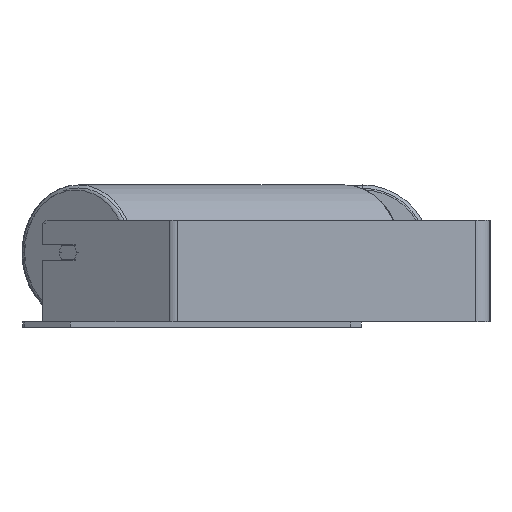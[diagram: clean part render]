
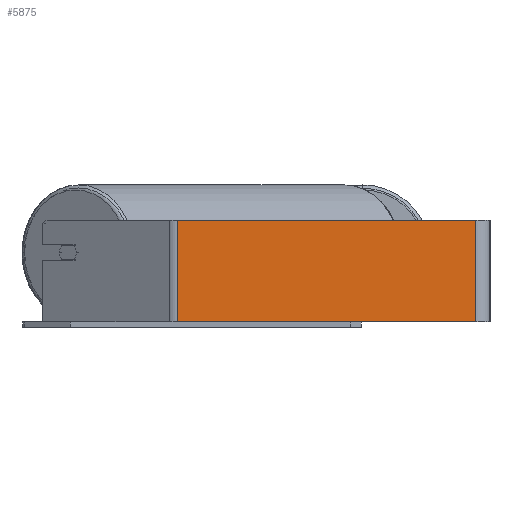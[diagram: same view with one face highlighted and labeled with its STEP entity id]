
A CAD part, left-side view. The second image highlights one B-rep face of the part: STEP entity #5875.
In plain terms, the highlighted planar face has unit normal (-1, 0, 0).
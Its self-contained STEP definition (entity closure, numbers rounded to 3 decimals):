
#34 = CARTESIAN_POINT ( 'NONE',  ( -745., 306.945, 50. ) ) ;
#47 = DIRECTION ( 'NONE',  ( 1., 0., 0. ) ) ;
#65 = VERTEX_POINT ( 'NONE', #7340 ) ;
#93 = FACE_OUTER_BOUND ( 'NONE', #1848, .T. ) ;
#165 = EDGE_CURVE ( 'NONE', #8155, #65, #5203, .T. ) ;
#489 = EDGE_CURVE ( 'NONE', #4263, #1742, #987, .T. ) ;
#659 = CARTESIAN_POINT ( 'NONE',  ( -745., 306.945, -50. ) ) ;
#987 = LINE ( 'NONE', #7504, #4961 ) ;
#1037 = DIRECTION ( 'NONE',  ( 0., -1., 0. ) ) ;
#1460 = EDGE_CURVE ( 'NONE', #65, #1742, #1531, .T. ) ;
#1474 = VECTOR ( 'NONE', #7329, 1000. ) ;
#1528 = CARTESIAN_POINT ( 'NONE',  ( -745., 306.945, 50. ) ) ;
#1531 = LINE ( 'NONE', #7991, #1474 ) ;
#1742 = VERTEX_POINT ( 'NONE', #6442 ) ;
#1848 = EDGE_LOOP ( 'NONE', ( #8153, #5071, #3716, #5996 ) ) ;
#2980 = CARTESIAN_POINT ( 'NONE',  ( -745., 311.359, 50. ) ) ;
#3003 = DIRECTION ( 'NONE',  ( 0., 0., -1. ) ) ;
#3649 = PLANE ( 'NONE',  #3973 ) ;
#3716 = ORIENTED_EDGE ( 'NONE', *, *, #165, .F. ) ;
#3858 = EDGE_CURVE ( 'NONE', #8155, #4263, #7942, .T. ) ;
#3973 = AXIS2_PLACEMENT_3D ( 'NONE', #2980, #47, #6595 ) ;
#4263 = VERTEX_POINT ( 'NONE', #659 ) ;
#4525 = VECTOR ( 'NONE', #3003, 1000. ) ;
#4961 = VECTOR ( 'NONE', #1037, 1000. ) ;
#5023 = CARTESIAN_POINT ( 'NONE',  ( -745., 311.359, 50. ) ) ;
#5071 = ORIENTED_EDGE ( 'NONE', *, *, #1460, .F. ) ;
#5203 = LINE ( 'NONE', #5023, #7972 ) ;
#5875 = ADVANCED_FACE ( 'NONE', ( #93 ), #3649, .F. ) ;
#5996 = ORIENTED_EDGE ( 'NONE', *, *, #3858, .T. ) ;
#6442 = CARTESIAN_POINT ( 'NONE',  ( -745., 14., -50. ) ) ;
#6595 = DIRECTION ( 'NONE',  ( 0., 0., -1. ) ) ;
#7329 = DIRECTION ( 'NONE',  ( 0., 0., -1. ) ) ;
#7340 = CARTESIAN_POINT ( 'NONE',  ( -745., 14., 50. ) ) ;
#7504 = CARTESIAN_POINT ( 'NONE',  ( -745., 311.359, -50. ) ) ;
#7942 = LINE ( 'NONE', #1528, #4525 ) ;
#7972 = VECTOR ( 'NONE', #8275, 1000. ) ;
#7991 = CARTESIAN_POINT ( 'NONE',  ( -745., 14., 50. ) ) ;
#8153 = ORIENTED_EDGE ( 'NONE', *, *, #489, .T. ) ;
#8155 = VERTEX_POINT ( 'NONE', #34 ) ;
#8275 = DIRECTION ( 'NONE',  ( 0., -1., 0. ) ) ;
